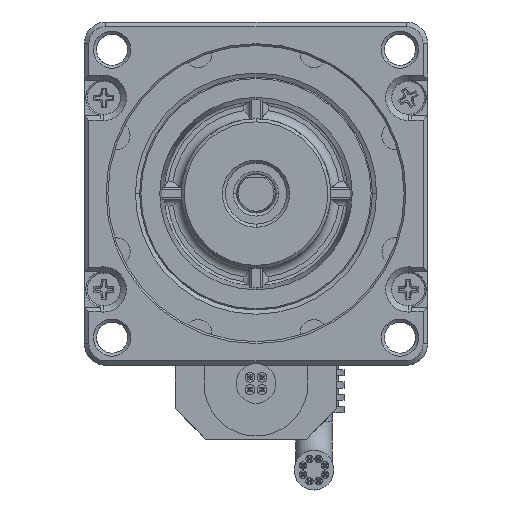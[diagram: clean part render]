
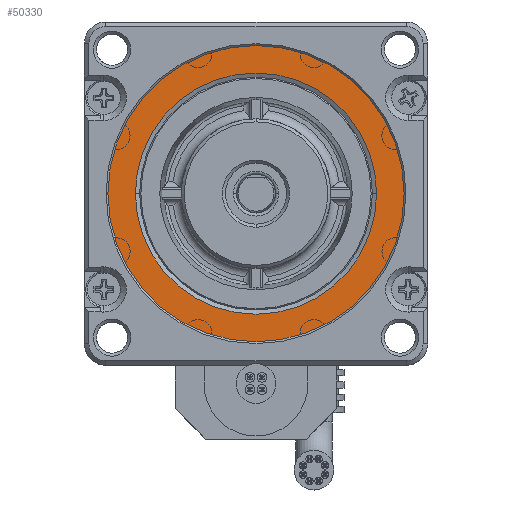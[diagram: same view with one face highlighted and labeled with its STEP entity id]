
A CAD part, top view. The second image highlights one B-rep face of the part: STEP entity #50330.
In plain terms, the highlighted face is planar.
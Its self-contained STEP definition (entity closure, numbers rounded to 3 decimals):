
#46158=CARTESIAN_POINT('',(0.,0.,0.55));
#46159=DIRECTION('',(0.,0.,-1.));
#46160=DIRECTION('',(0.,-1.,0.));
#46161=AXIS2_PLACEMENT_3D('',#46158,#46159,#46160);
#46163=CARTESIAN_POINT('',(0.,0.,0.55));
#46164=DIRECTION('',(0.,0.,-1.));
#46165=DIRECTION('',(0.,1.,0.));
#46166=AXIS2_PLACEMENT_3D('',#46163,#46164,#46165);
#46168=CARTESIAN_POINT('',(0.,0.,0.55));
#46169=DIRECTION('',(0.,0.,1.));
#46170=DIRECTION('',(-1.,0.,0.));
#46171=AXIS2_PLACEMENT_3D('',#46168,#46169,#46170);
#46173=CARTESIAN_POINT('',(0.,0.,0.55));
#46174=DIRECTION('',(0.,0.,1.));
#46175=DIRECTION('',(1.,0.,0.));
#46176=AXIS2_PLACEMENT_3D('',#46173,#46174,#46175);
#47626=CARTESIAN_POINT('',(0.,-24.25,0.55));
#47627=CARTESIAN_POINT('',(0.,24.25,0.55));
#47628=VERTEX_POINT('',#47626);
#47629=VERTEX_POINT('',#47627);
#47954=CARTESIAN_POINT('',(-19.743,0.,0.55));
#47955=CARTESIAN_POINT('',(19.743,0.,0.55));
#47956=VERTEX_POINT('',#47954);
#47957=VERTEX_POINT('',#47955);
#50314=CARTESIAN_POINT('',(0.,0.,0.55));
#50315=DIRECTION('',(0.,0.,-1.));
#50316=DIRECTION('',(0.,1.,0.));
#50317=AXIS2_PLACEMENT_3D('',#50314,#50315,#50316);
#50318=PLANE('',#50317);
#50320=ORIENTED_EDGE('',*,*,#50319,.F.);
#50322=ORIENTED_EDGE('',*,*,#50321,.F.);
#50323=EDGE_LOOP('',(#50320,#50322));
#50324=FACE_OUTER_BOUND('',#50323,.F.);
#50325=ORIENTED_EDGE('',*,*,#50304,.F.);
#50327=ORIENTED_EDGE('',*,*,#50326,.F.);
#50328=EDGE_LOOP('',(#50325,#50327));
#50329=FACE_BOUND('',#50328,.F.);
#50330=ADVANCED_FACE('',(#50324,#50329),#50318,.T.);
#46162=CIRCLE('',#46161,24.25);
#46167=CIRCLE('',#46166,24.25);
#46172=CIRCLE('',#46171,19.743);
#46177=CIRCLE('',#46176,19.743);
#50304=EDGE_CURVE('',#47956,#47957,#46172,.T.);
#50319=EDGE_CURVE('',#47628,#47629,#46162,.T.);
#50321=EDGE_CURVE('',#47629,#47628,#46167,.T.);
#50326=EDGE_CURVE('',#47957,#47956,#46177,.T.);
